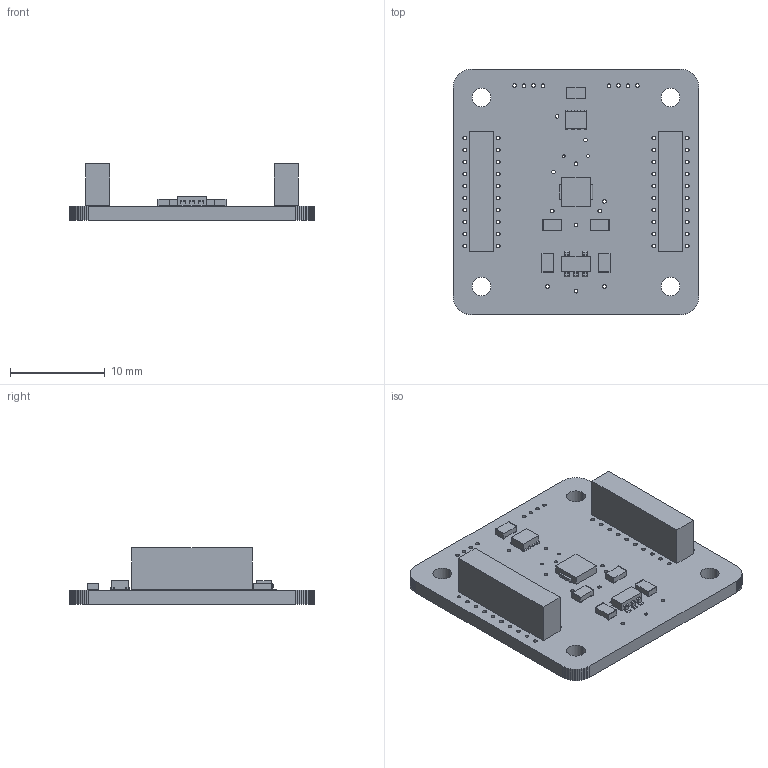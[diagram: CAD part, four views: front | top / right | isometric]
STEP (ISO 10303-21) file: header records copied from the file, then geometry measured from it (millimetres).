
FILE_DESCRIPTION(('PCB Model'),'2;1');
FILE_NAME( 'FR4_SensorMix.STEP', '2019-03-14T08:33:49',('suku'),('Unspecified'), 'Open CASCADE STEP processor 6.8','Proteus','Unknown');
FILE_SCHEMA(('AUTOMOTIVE_DESIGN_CC2 { 1 2 10303 214 -1 1 5 4 }'));
Length unit declared in the file: millimetre
Products named in the file (38): Open CASCADE STEP translator 6.8 1; Layer_1; J1; Open CASCADE STEP translator 6.8 1.2.1; Body_1; J2; U8; Open CASCADE STEP translator 6.8 1.4.1; Pin_1; U7; Open CASCADE STEP translator 6.8 1.5.1; Pin_2; Pin_3; Pin_4; Pin_5; Pin_6; Pin_7; Pin_8; U3; Open CASCADE STEP translator 6.8 1.6.1; C8; Open CASCADE STEP translator 6.8 1.7.1; C9; C2; C18; C3
Assembly tree (42 placements, depth 4):
  Open CASCADE STEP translator 6.8 1
    Layer_1
    J1
      Open CASCADE STEP translator 6.8 1.2.1
        Body_1
    J2
      Open CASCADE STEP translator 6.8 1.2.1
        Body_1
    U8
      Open CASCADE STEP translator 6.8 1.4.1
        Body_1
        Pin_1
    U7
      Open CASCADE STEP translator 6.8 1.5.1
        Body_1
        Pin_1
        Pin_2
        Pin_3
        Pin_4
        Pin_5
        Pin_6
        Pin_7
        Pin_8
    U3
      Open CASCADE STEP translator 6.8 1.6.1
        Body_1
        Pin_1
        Pin_2
        Pin_3
        Pin_4
        Pin_5
    C8
      Open CASCADE STEP translator 6.8 1.7.1
        Body_1
        Pin_1
        Pin_2
    C9
      Open CASCADE STEP translator 6.8 1.7.1
        Body_1
        Pin_1
        Pin_2
    C2
      Open CASCADE STEP translator 6.8 1.7.1
        Body_1
        Pin_1
        Pin_2
    C18
      Open CASCADE STEP translator 6.8 1.7.1
        Body_1
        Pin_1
        Pin_2
    C3
      Open CASCADE STEP translator 6.8 1.7.1
        Body_1
        Pin_1
        Pin_2
Bounding box: 26 x 26 x 5.93 mm (x, y, z)
Volume: 1274.2 mm3; surface area: 2155.3 mm2
Topology: 35 solids, 35 shells, 567 faces, 1491 edges, 994 vertices
Faces by surface type: plane 365, cylinder 202
Entity records: 15235 total; most frequent: CARTESIAN_POINT 2486, DIRECTION 2410, ORIENTED_EDGE 2334, EDGE_CURVE 1167, AXIS2_PLACEMENT_3D 832, VERTEX_POINT 778, LINE 746, VECTOR 746
